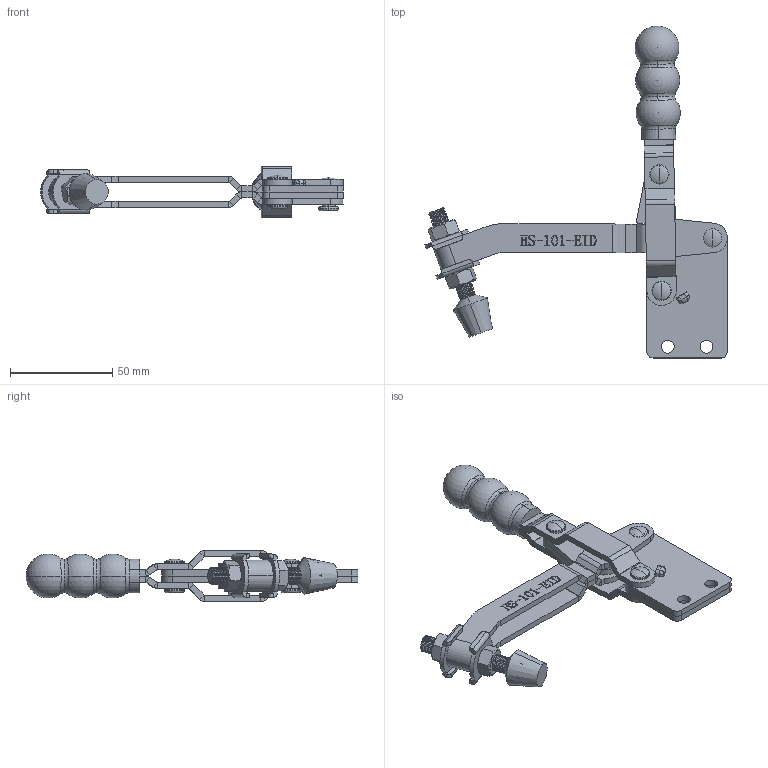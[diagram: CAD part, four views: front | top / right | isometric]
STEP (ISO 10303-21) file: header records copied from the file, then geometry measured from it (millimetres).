
FILE_DESCRIPTION (( 'STEP AP203' ), '1' );
FILE_NAME ('HS-101-EID .STEP', '2019-10-14T10:23:26', ( '微软用户' ), ( '微软中国' ), 'SwSTEP 2.0', 'SolidWorks 2012', '' );
FILE_SCHEMA (( 'CONFIG_CONTROL_DESIGN' ));
Length unit declared in the file: millimetre
Products named in the file (11): HS-101-EID ; hex nuts, style 1-grades ab gb_GB_FASTENER_NUT_SNAB1 M8-N; FW-516; hexagon head bolts-full thread gb_GB_FASTENER_BOLT_STBAB A M8X50-S; 揤輸; 揤參; 种; 忒梟; 忒參; 蟀裝; 眻菁釱
Assembly tree (18 placements, depth 2):
  HS-101-EID 
    眻菁釱  x2
    蟀裝  x2
    忒參
    忒梟  x2
    种  x4
    揤參
    揤輸
    hexagon head bolts-full thread gb_GB_FASTENER_BOLT_STBAB A M8X50-S
    FW-516  x2
    hex nuts, style 1-grades ab gb_GB_FASTENER_NUT_SNAB1 M8-N  x2
Bounding box: 148.22 x 162.57 x 25 mm (x, y, z)
Volume: 62017.9 mm3; surface area: 43507.4 mm2
Topology: 18 solids, 18 shells, 1283 faces, 3019 edges, 1796 vertices
Faces by surface type: plane 508, cylinder 312, cone 278, bspline 129, torus 50, sphere 6
Entity records: 37756 total; most frequent: CARTESIAN_POINT 12299, ORIENTED_EDGE 5060, DIRECTION 4840, EDGE_CURVE 2530, AXIS2_PLACEMENT_3D 1639, VECTOR 1562, LINE 1562, VERTEX_POINT 1510
